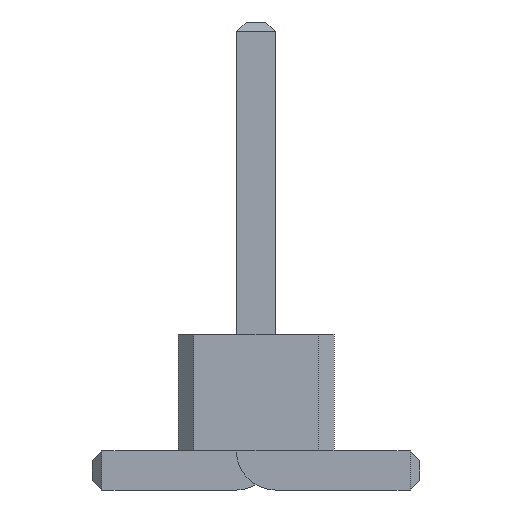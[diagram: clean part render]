
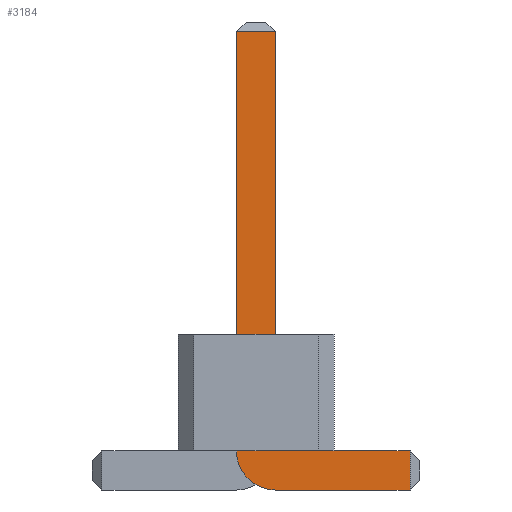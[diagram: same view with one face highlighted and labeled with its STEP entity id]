
A CAD part, front view. The second image highlights one B-rep face of the part: STEP entity #3184.
In plain terms, the highlighted planar face has unit normal (0, -1, 0).
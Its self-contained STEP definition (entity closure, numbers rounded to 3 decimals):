
#13=DIRECTION('',(0.,0.,1.));
#27=VECTOR('',#13,1.);
#67=DIRECTION('',(1.,0.,0.));
#1409=VECTOR('',#67,1.);
#1462=DIRECTION('',(-1.,0.,0.));
#2801=VECTOR('',#1462,1.);
#2998=DIRECTION('',(-0.,1.,0.));
#2999=DIRECTION('',(0.,0.,-1.));
#3016=VECTOR('',#2999,1.);
#3028=DIRECTION('',(0.,1.,0.));
#3029=DIRECTION('',(1.,0.,0.));
#3036=VERTEX_POINT('',#3037);
#3037=CARTESIAN_POINT('',(1.975,-23.25,0.));
#3039=ORIENTED_EDGE('',*,*,#3040,.T.);
#3040=EDGE_CURVE('',#3036,#3041,#3043,.T.);
#3041=VERTEX_POINT('',#3042);
#3042=CARTESIAN_POINT('',(0.25,-23.25,0.));
#3043=LINE('',#3044,#2801);
#3044=CARTESIAN_POINT('',(2.1,-23.25,0.));
#3081=VERTEX_POINT('',#3082);
#3082=CARTESIAN_POINT('',(-0.25,-23.25,0.5));
#3085=EDGE_CURVE('',#3041,#3081,#3086,.T.);
#3086=CIRCLE('',#3087,0.5);
#3087=AXIS2_PLACEMENT_3D('',#3088,#2998,#2999);
#3088=CARTESIAN_POINT('',(0.25,-23.25,0.5));
#3097=VERTEX_POINT('',#3088);
#3099=ORIENTED_EDGE('',*,*,#3100,.T.);
#3100=EDGE_CURVE('',#3097,#3101,#3103,.T.);
#3101=VERTEX_POINT('',#3102);
#3102=CARTESIAN_POINT('',(1.975,-23.25,0.5));
#3103=LINE('',#3088,#1409);
#3113=ORIENTED_EDGE('',*,*,#3114,.T.);
#3114=EDGE_CURVE('',#3081,#3115,#3117,.T.);
#3115=VERTEX_POINT('',#3116);
#3116=CARTESIAN_POINT('',(-0.25,-23.25,5.875));
#3117=LINE('',#3118,#27);
#3118=CARTESIAN_POINT('',(-0.25,-23.25,0.));
#3130=VERTEX_POINT('',#3131);
#3131=CARTESIAN_POINT('',(0.25,-23.25,5.875));
#3133=ORIENTED_EDGE('',*,*,#3134,.T.);
#3134=EDGE_CURVE('',#3130,#3097,#3135,.T.);
#3135=LINE('',#3136,#3016);
#3136=CARTESIAN_POINT('',(0.25,-23.25,6.));
#3184=ADVANCED_FACE('',(#3185),#3194,.F.);
#3185=FACE_BOUND('',#3186,.F.);
#3186=EDGE_LOOP('',(#3039,#3187,#3113,#3188,#3133,#3099,#3191));
#3187=ORIENTED_EDGE('',*,*,#3085,.T.);
#3188=ORIENTED_EDGE('',*,*,#3189,.T.);
#3189=EDGE_CURVE('',#3115,#3130,#3190,.T.);
#3190=LINE('',#3116,#1409);
#3191=ORIENTED_EDGE('',*,*,#3192,.T.);
#3192=EDGE_CURVE('',#3101,#3036,#3193,.T.);
#3193=LINE('',#3102,#3016);
#3194=PLANE('',#3195);
#3195=AXIS2_PLACEMENT_3D('',#3196,#3028,#3029);
#3196=CARTESIAN_POINT('',(0.316,-23.25,2.391));
